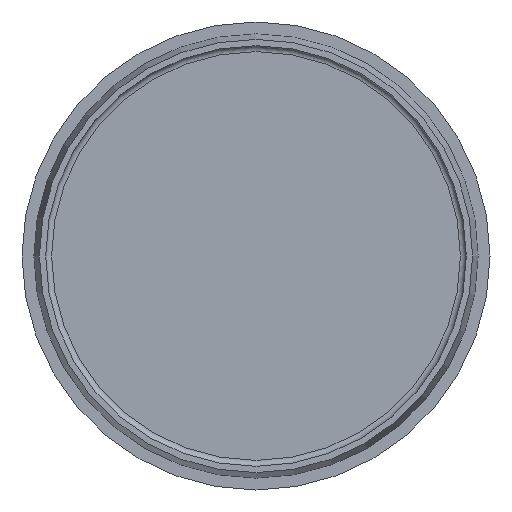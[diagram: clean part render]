
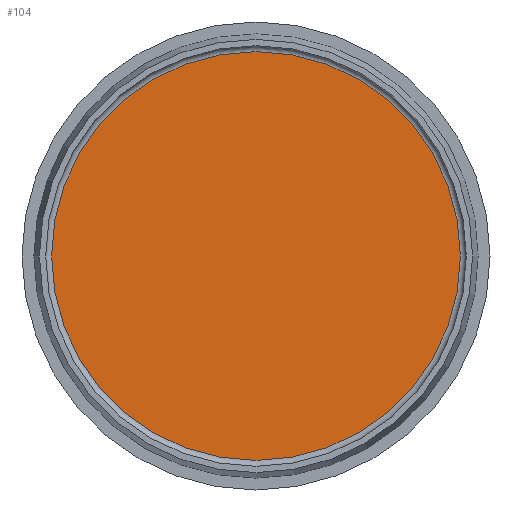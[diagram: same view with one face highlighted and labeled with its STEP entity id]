
A CAD part, front view. The second image highlights one B-rep face of the part: STEP entity #104.
In plain terms, the highlighted planar face has unit normal (0, -1, 0).
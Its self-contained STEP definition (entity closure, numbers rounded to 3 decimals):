
#35=FACE_OUTER_BOUND('',#51,.T.);
#51=EDGE_LOOP('',(#91));
#59=CIRCLE('',#122,34.5);
#67=VERTEX_POINT('',#183);
#75=EDGE_CURVE('',#67,#67,#59,.T.);
#91=ORIENTED_EDGE('',*,*,#75,.T.);
#95=PLANE('',#123);
#104=ADVANCED_FACE('',(#35),#95,.T.);
#122=AXIS2_PLACEMENT_3D('',#184,#156,#157);
#123=AXIS2_PLACEMENT_3D('',#185,#158,#159);
#156=DIRECTION('center_axis',(0.,-1.,0.));
#157=DIRECTION('ref_axis',(1.,0.,0.));
#158=DIRECTION('center_axis',(0.,-1.,0.));
#159=DIRECTION('ref_axis',(0.,0.,-1.));
#183=CARTESIAN_POINT('',(34.5,36.,0.));
#184=CARTESIAN_POINT('Origin',(0.,36.,0.));
#185=CARTESIAN_POINT('Origin',(0.,36.,0.));
